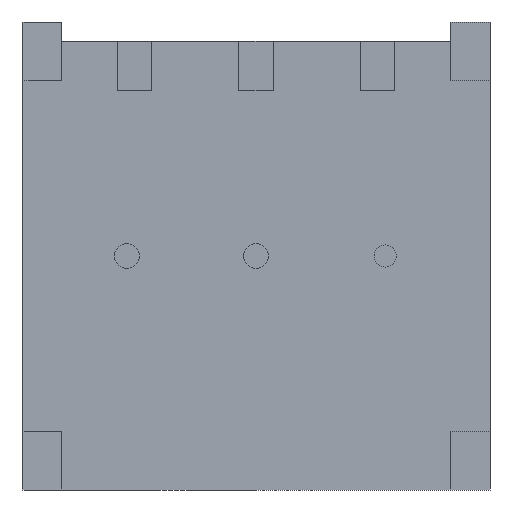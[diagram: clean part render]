
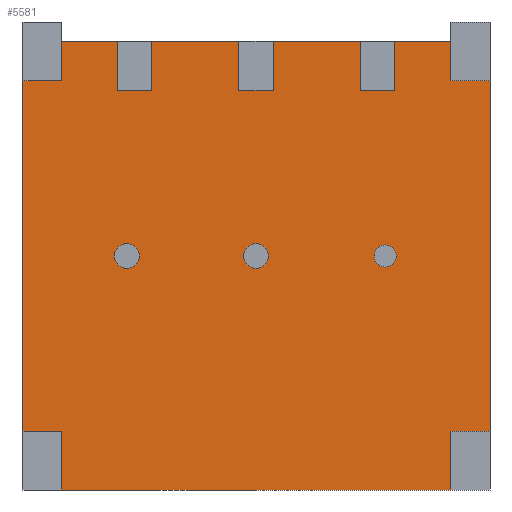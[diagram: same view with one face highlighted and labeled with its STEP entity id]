
A CAD part, front view. The second image highlights one B-rep face of the part: STEP entity #5581.
In plain terms, the highlighted planar face has unit normal (0, -1, 0).
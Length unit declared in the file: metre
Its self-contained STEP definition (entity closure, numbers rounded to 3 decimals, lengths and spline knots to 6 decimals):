
#294=PLANE('',#5972);
#441=LINE('',#8047,#983);
#446=LINE('',#8057,#988);
#448=LINE('',#8061,#990);
#452=LINE('',#8070,#994);
#457=LINE('',#8080,#999);
#459=LINE('',#8084,#1001);
#463=LINE('',#8093,#1005);
#468=LINE('',#8103,#1010);
#470=LINE('',#8107,#1012);
#471=LINE('',#8109,#1013);
#472=LINE('',#8110,#1014);
#473=LINE('',#8111,#1015);
#477=LINE('',#8119,#1019);
#482=LINE('',#8130,#1024);
#485=LINE('',#8136,#1027);
#491=LINE('',#8149,#1033);
#494=LINE('',#8155,#1036);
#500=LINE('',#8168,#1042);
#504=LINE('',#8175,#1046);
#510=LINE('',#8188,#1052);
#515=LINE('',#8197,#1057);
#523=LINE('',#8213,#1065);
#526=LINE('',#8217,#1068);
#527=LINE('',#8219,#1069);
#983=VECTOR('',#6479,1.);
#988=VECTOR('',#6488,1.);
#990=VECTOR('',#6492,1.);
#994=VECTOR('',#6498,1.);
#999=VECTOR('',#6507,1.);
#1001=VECTOR('',#6511,1.);
#1005=VECTOR('',#6517,1.);
#1010=VECTOR('',#6526,1.);
#1012=VECTOR('',#6530,1.);
#1013=VECTOR('',#6533,1.);
#1014=VECTOR('',#6534,1.);
#1015=VECTOR('',#6535,1.);
#1019=VECTOR('',#6539,1.);
#1024=VECTOR('',#6548,1.);
#1027=VECTOR('',#6553,1.);
#1033=VECTOR('',#6563,1.);
#1036=VECTOR('',#6568,1.);
#1042=VECTOR('',#6578,1.);
#1046=VECTOR('',#6584,1.);
#1052=VECTOR('',#6594,1.);
#1057=VECTOR('',#6601,1.);
#1065=VECTOR('',#6617,1.);
#1068=VECTOR('',#6622,1.);
#1069=VECTOR('',#6625,1.);
#1690=ORIENTED_EDGE('',*,*,#3362,.F.);
#1691=ORIENTED_EDGE('',*,*,#3256,.F.);
#1692=ORIENTED_EDGE('',*,*,#3363,.F.);
#1693=ORIENTED_EDGE('',*,*,#3260,.F.);
#1694=ORIENTED_EDGE('',*,*,#3364,.F.);
#1695=ORIENTED_EDGE('',*,*,#3264,.F.);
#1696=ORIENTED_EDGE('',*,*,#3304,.F.);
#1697=ORIENTED_EDGE('',*,*,#3281,.F.);
#1698=ORIENTED_EDGE('',*,*,#3274,.F.);
#1699=ORIENTED_EDGE('',*,*,#3279,.T.);
#1700=ORIENTED_EDGE('',*,*,#3310,.F.);
#1701=ORIENTED_EDGE('',*,*,#3333,.T.);
#1702=ORIENTED_EDGE('',*,*,#3337,.T.);
#1703=ORIENTED_EDGE('',*,*,#3357,.F.);
#1704=ORIENTED_EDGE('',*,*,#3315,.F.);
#1705=ORIENTED_EDGE('',*,*,#3318,.F.);
#1706=ORIENTED_EDGE('',*,*,#3360,.F.);
#1707=ORIENTED_EDGE('',*,*,#3324,.T.);
#1708=ORIENTED_EDGE('',*,*,#3327,.T.);
#1709=ORIENTED_EDGE('',*,*,#3361,.F.);
#1710=ORIENTED_EDGE('',*,*,#3343,.F.);
#1711=ORIENTED_EDGE('',*,*,#3348,.F.);
#1712=ORIENTED_EDGE('',*,*,#3306,.F.);
#1713=ORIENTED_EDGE('',*,*,#3292,.F.);
#1714=ORIENTED_EDGE('',*,*,#3285,.F.);
#1715=ORIENTED_EDGE('',*,*,#3290,.T.);
#1716=ORIENTED_EDGE('',*,*,#3305,.F.);
#1717=ORIENTED_EDGE('',*,*,#3303,.F.);
#1718=ORIENTED_EDGE('',*,*,#3296,.F.);
#1719=ORIENTED_EDGE('',*,*,#3301,.T.);
#3256=EDGE_CURVE('',#4126,#4127,#4705,.F.);
#3260=EDGE_CURVE('',#4130,#4131,#4707,.F.);
#3264=EDGE_CURVE('',#4134,#4135,#4709,.F.);
#3274=EDGE_CURVE('',#4143,#4140,#441,.T.);
#3279=EDGE_CURVE('',#4143,#4146,#446,.T.);
#3281=EDGE_CURVE('',#4140,#4147,#448,.T.);
#3285=EDGE_CURVE('',#4151,#4148,#452,.T.);
#3290=EDGE_CURVE('',#4151,#4154,#457,.T.);
#3292=EDGE_CURVE('',#4148,#4155,#459,.T.);
#3296=EDGE_CURVE('',#4159,#4156,#463,.T.);
#3301=EDGE_CURVE('',#4159,#4162,#468,.T.);
#3303=EDGE_CURVE('',#4156,#4163,#470,.T.);
#3304=EDGE_CURVE('',#4147,#4162,#471,.T.);
#3305=EDGE_CURVE('',#4163,#4154,#472,.T.);
#3306=EDGE_CURVE('',#4155,#4164,#473,.T.);
#3310=EDGE_CURVE('',#4167,#4146,#477,.T.);
#3315=EDGE_CURVE('',#4172,#4173,#482,.T.);
#3318=EDGE_CURVE('',#4174,#4172,#485,.T.);
#3324=EDGE_CURVE('',#4179,#4180,#491,.T.);
#3327=EDGE_CURVE('',#4180,#4181,#494,.T.);
#3333=EDGE_CURVE('',#4167,#4186,#500,.T.);
#3337=EDGE_CURVE('',#4186,#4188,#504,.T.);
#3343=EDGE_CURVE('',#4193,#4194,#510,.T.);
#3348=EDGE_CURVE('',#4164,#4193,#515,.T.);
#3357=EDGE_CURVE('',#4173,#4188,#523,.T.);
#3360=EDGE_CURVE('',#4179,#4174,#526,.T.);
#3361=EDGE_CURVE('',#4194,#4181,#527,.T.);
#3362=EDGE_CURVE('',#4127,#4126,#4714,.F.);
#3363=EDGE_CURVE('',#4131,#4130,#4715,.F.);
#3364=EDGE_CURVE('',#4135,#4134,#4716,.F.);
#4126=VERTEX_POINT('',#8006);
#4127=VERTEX_POINT('',#8008);
#4130=VERTEX_POINT('',#8015);
#4131=VERTEX_POINT('',#8017);
#4134=VERTEX_POINT('',#8024);
#4135=VERTEX_POINT('',#8026);
#4140=VERTEX_POINT('',#8041);
#4143=VERTEX_POINT('',#8046);
#4146=VERTEX_POINT('',#8056);
#4147=VERTEX_POINT('',#8060);
#4148=VERTEX_POINT('',#8064);
#4151=VERTEX_POINT('',#8069);
#4154=VERTEX_POINT('',#8079);
#4155=VERTEX_POINT('',#8083);
#4156=VERTEX_POINT('',#8087);
#4159=VERTEX_POINT('',#8092);
#4162=VERTEX_POINT('',#8102);
#4163=VERTEX_POINT('',#8106);
#4164=VERTEX_POINT('',#8112);
#4167=VERTEX_POINT('',#8118);
#4172=VERTEX_POINT('',#8131);
#4173=VERTEX_POINT('',#8132);
#4174=VERTEX_POINT('',#8137);
#4179=VERTEX_POINT('',#8150);
#4180=VERTEX_POINT('',#8151);
#4181=VERTEX_POINT('',#8156);
#4186=VERTEX_POINT('',#8169);
#4188=VERTEX_POINT('',#8176);
#4193=VERTEX_POINT('',#8189);
#4194=VERTEX_POINT('',#8190);
#4705=CIRCLE('',#5928,0.000228);
#4707=CIRCLE('',#5931,0.000254);
#4709=CIRCLE('',#5934,0.000254);
#4714=CIRCLE('',#5973,0.000228);
#4715=CIRCLE('',#5974,0.000254);
#4716=CIRCLE('',#5975,0.000254);
#4949=EDGE_LOOP('',(#1690,#1691));
#4950=EDGE_LOOP('',(#1692,#1693));
#4951=EDGE_LOOP('',(#1694,#1695));
#4952=EDGE_LOOP('',(#1696,#1697,#1698,#1699,#1700,#1701,#1702,#1703,#1704,
#1705,#1706,#1707,#1708,#1709,#1710,#1711,#1712,#1713,#1714,#1715,#1716,
#1717,#1718,#1719));
#5255=FACE_BOUND('',#4949,.T.);
#5256=FACE_BOUND('',#4950,.T.);
#5257=FACE_BOUND('',#4951,.T.);
#5258=FACE_BOUND('',#4952,.T.);
#5581=ADVANCED_FACE('',(#5255,#5256,#5257,#5258),#294,.F.);
#5928=AXIS2_PLACEMENT_3D('',#8007,#6443,#6444);
#5931=AXIS2_PLACEMENT_3D('',#8016,#6451,#6452);
#5934=AXIS2_PLACEMENT_3D('',#8025,#6459,#6460);
#5972=AXIS2_PLACEMENT_3D('',#8221,#6628,#6629);
#5973=AXIS2_PLACEMENT_3D('',#8222,#6630,#6631);
#5974=AXIS2_PLACEMENT_3D('',#8223,#6632,#6633);
#5975=AXIS2_PLACEMENT_3D('',#8224,#6634,#6635);
#6443=DIRECTION('',(0.,1.,0.));
#6444=DIRECTION('',(0.,0.,1.));
#6451=DIRECTION('',(0.,1.,0.));
#6452=DIRECTION('',(0.,0.,1.));
#6459=DIRECTION('',(0.,1.,0.));
#6460=DIRECTION('',(0.,0.,1.));
#6479=DIRECTION('',(1.,0.,0.));
#6488=DIRECTION('',(0.,0.,1.));
#6492=DIRECTION('',(0.,0.,1.));
#6498=DIRECTION('',(1.,0.,0.));
#6507=DIRECTION('',(0.,0.,1.));
#6511=DIRECTION('',(0.,0.,1.));
#6517=DIRECTION('',(1.,0.,0.));
#6526=DIRECTION('',(0.,0.,1.));
#6530=DIRECTION('',(0.,0.,1.));
#6533=DIRECTION('',(1.,0.,0.));
#6534=DIRECTION('',(1.,0.,0.));
#6535=DIRECTION('',(1.,0.,0.));
#6539=DIRECTION('',(1.,0.,0.));
#6548=DIRECTION('',(-1.,0.,0.));
#6553=DIRECTION('',(0.,0.,1.));
#6563=DIRECTION('',(0.,0.,1.));
#6568=DIRECTION('',(1.,0.,0.));
#6578=DIRECTION('',(0.,0.,-1.));
#6584=DIRECTION('',(-1.,0.,0.));
#6594=DIRECTION('',(1.,0.,0.));
#6601=DIRECTION('',(0.,0.,-1.));
#6617=DIRECTION('',(0.,0.,1.));
#6622=DIRECTION('',(-1.,0.,0.));
#6625=DIRECTION('',(0.,0.,-1.));
#6628=DIRECTION('',(0.,1.,0.));
#6629=DIRECTION('',(0.,0.,1.));
#6630=DIRECTION('',(0.,1.,0.));
#6631=DIRECTION('',(0.,0.,1.));
#6632=DIRECTION('',(0.,1.,0.));
#6633=DIRECTION('',(0.,0.,1.));
#6634=DIRECTION('',(0.,1.,0.));
#6635=DIRECTION('',(0.,0.,1.));
#8006=CARTESIAN_POINT('',(0.00265,0.,-0.000228));
#8007=CARTESIAN_POINT('',(0.00265,0.,0.));
#8008=CARTESIAN_POINT('',(0.00265,0.,0.000228));
#8015=CARTESIAN_POINT('',(0.,0.,-0.000254));
#8016=CARTESIAN_POINT('',(0.,0.,0.));
#8017=CARTESIAN_POINT('',(0.,0.,0.000254));
#8024=CARTESIAN_POINT('',(-0.00265,0.,-0.000254));
#8025=CARTESIAN_POINT('',(-0.00265,0.,0.));
#8026=CARTESIAN_POINT('',(-0.00265,0.,0.000254));
#8041=CARTESIAN_POINT('',(-0.00215,0.,0.0034));
#8046=CARTESIAN_POINT('',(-0.00285,0.,0.0034));
#8047=CARTESIAN_POINT('',(-0.00285,0.,0.0034));
#8056=CARTESIAN_POINT('',(-0.00285,0.,0.0044));
#8057=CARTESIAN_POINT('',(-0.00285,0.,0.0034));
#8060=CARTESIAN_POINT('',(-0.00215,0.,0.0044));
#8061=CARTESIAN_POINT('',(-0.00215,0.,0.0034));
#8064=CARTESIAN_POINT('',(0.00285,0.,0.0034));
#8069=CARTESIAN_POINT('',(0.00215,0.,0.0034));
#8070=CARTESIAN_POINT('',(0.00215,0.,0.0034));
#8079=CARTESIAN_POINT('',(0.00215,0.,0.0044));
#8080=CARTESIAN_POINT('',(0.00215,0.,0.0034));
#8083=CARTESIAN_POINT('',(0.00285,0.,0.0044));
#8084=CARTESIAN_POINT('',(0.00285,0.,0.0034));
#8087=CARTESIAN_POINT('',(0.00035,0.,0.0034));
#8092=CARTESIAN_POINT('',(-0.00035,0.,0.0034));
#8093=CARTESIAN_POINT('',(-0.00035,0.,0.0034));
#8102=CARTESIAN_POINT('',(-0.00035,0.,0.0044));
#8103=CARTESIAN_POINT('',(-0.00035,0.,0.0034));
#8106=CARTESIAN_POINT('',(0.00035,0.,0.0044));
#8107=CARTESIAN_POINT('',(0.00035,0.,0.0034));
#8109=CARTESIAN_POINT('',(-0.004,0.,0.0044));
#8110=CARTESIAN_POINT('',(-0.004,0.,0.0044));
#8111=CARTESIAN_POINT('',(-0.004,0.,0.0044));
#8112=CARTESIAN_POINT('',(0.004,0.,0.0044));
#8118=CARTESIAN_POINT('',(-0.004,0.,0.0044));
#8119=CARTESIAN_POINT('',(-0.004,0.,0.0044));
#8130=CARTESIAN_POINT('',(-0.0048,0.,-0.0036));
#8131=CARTESIAN_POINT('',(-0.004,0.,-0.0036));
#8132=CARTESIAN_POINT('',(-0.0048,0.,-0.0036));
#8136=CARTESIAN_POINT('',(-0.004,0.,-0.0048));
#8137=CARTESIAN_POINT('',(-0.004,0.,-0.0048));
#8149=CARTESIAN_POINT('',(0.004,0.,-0.0048));
#8150=CARTESIAN_POINT('',(0.004,0.,-0.0048));
#8151=CARTESIAN_POINT('',(0.004,0.,-0.0036));
#8155=CARTESIAN_POINT('',(0.0048,0.,-0.0036));
#8156=CARTESIAN_POINT('',(0.0048,0.,-0.0036));
#8168=CARTESIAN_POINT('',(-0.004,0.,0.0048));
#8169=CARTESIAN_POINT('',(-0.004,0.,0.0036));
#8175=CARTESIAN_POINT('',(-0.0048,0.,0.0036));
#8176=CARTESIAN_POINT('',(-0.0048,0.,0.0036));
#8188=CARTESIAN_POINT('',(0.0048,0.,0.0036));
#8189=CARTESIAN_POINT('',(0.004,0.,0.0036));
#8190=CARTESIAN_POINT('',(0.0048,0.,0.0036));
#8197=CARTESIAN_POINT('',(0.004,0.,0.0048));
#8213=CARTESIAN_POINT('',(-0.0048,0.,-0.0048));
#8217=CARTESIAN_POINT('',(-0.0048,0.,-0.0048));
#8219=CARTESIAN_POINT('',(0.0048,0.,-0.0048));
#8221=CARTESIAN_POINT('',(0.,0.,0.));
#8222=CARTESIAN_POINT('',(0.00265,0.,0.));
#8223=CARTESIAN_POINT('',(0.,0.,0.));
#8224=CARTESIAN_POINT('',(-0.00265,0.,0.));
